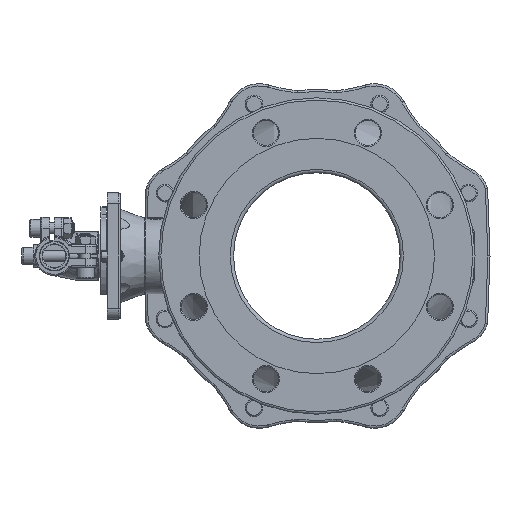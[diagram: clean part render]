
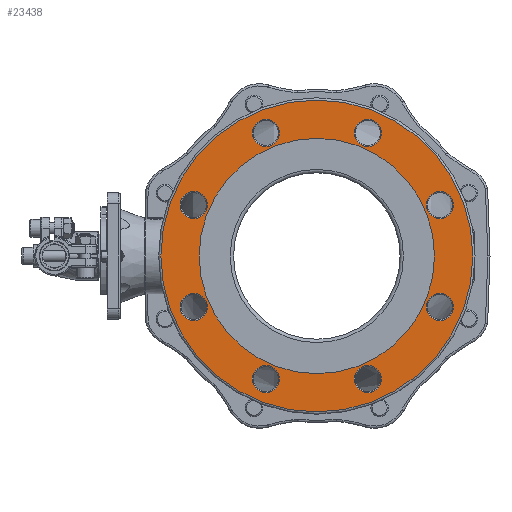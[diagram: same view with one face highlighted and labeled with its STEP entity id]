
A CAD part, left-side view. The second image highlights one B-rep face of the part: STEP entity #23438.
In plain terms, the highlighted planar face has unit normal (-1, 0, 0).
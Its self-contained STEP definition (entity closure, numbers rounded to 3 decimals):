
#699 = VERTEX_POINT ( 'NONE', #27047 ) ;
#1083 = CIRCLE ( 'NONE', #42331, 12.25 ) ;
#2322 = CIRCLE ( 'NONE', #40772, 12.25 ) ;
#2503 = ORIENTED_EDGE ( 'NONE', *, *, #32179, .T. ) ;
#3239 = EDGE_CURVE ( 'NONE', #6981, #6981, #7928, .T. ) ;
#3317 = CARTESIAN_POINT ( 'NONE',  ( 2., -58.172, 110.866 ) ) ;
#3456 = EDGE_CURVE ( 'NONE', #42289, #42289, #53742, .T. ) ;
#3789 = FACE_BOUND ( 'NONE', #52982, .T. ) ;
#4540 = DIRECTION ( 'NONE',  ( 0., -1., 0. ) ) ;
#4620 = DIRECTION ( 'NONE',  ( -1., 0., 0. ) ) ;
#4667 = EDGE_CURVE ( 'NONE', #8671, #8671, #1083, .T. ) ;
#5228 = CIRCLE ( 'NONE', #8917, 12.25 ) ;
#6081 = AXIS2_PLACEMENT_3D ( 'NONE', #7159, #11737, #24645 ) ;
#6601 = DIRECTION ( 'NONE',  ( 1., 0., 0. ) ) ;
#6618 = EDGE_CURVE ( 'NONE', #52267, #52267, #7648, .T. ) ;
#6831 = DIRECTION ( 'NONE',  ( 0., -1., 0. ) ) ;
#6981 = VERTEX_POINT ( 'NONE', #24473 ) ;
#7159 = CARTESIAN_POINT ( 'NONE',  ( 2., 0., 0. ) ) ;
#7408 = AXIS2_PLACEMENT_3D ( 'NONE', #53950, #14939, #15785 ) ;
#7648 = CIRCLE ( 'NONE', #54374, 12.25 ) ;
#7928 = CIRCLE ( 'NONE', #6081, 140.5 ) ;
#8350 = FACE_BOUND ( 'NONE', #56498, .T. ) ;
#8671 = VERTEX_POINT ( 'NONE', #55408 ) ;
#8742 = CARTESIAN_POINT ( 'NONE',  ( 2., -45.922, 110.866 ) ) ;
#8917 = AXIS2_PLACEMENT_3D ( 'NONE', #8742, #39172, #46926 ) ;
#10145 = DIRECTION ( 'NONE',  ( 0., -1., 0. ) ) ;
#11737 = DIRECTION ( 'NONE',  ( 1., 0., 0. ) ) ;
#13081 = CARTESIAN_POINT ( 'NONE',  ( 2., -110.866, 45.922 ) ) ;
#14403 = EDGE_CURVE ( 'NONE', #44535, #44535, #32834, .T. ) ;
#14939 = DIRECTION ( 'NONE',  ( 1., 0., 0. ) ) ;
#15785 = DIRECTION ( 'NONE',  ( 0., -1., 0. ) ) ;
#16402 = ORIENTED_EDGE ( 'NONE', *, *, #44508, .T. ) ;
#16407 = VERTEX_POINT ( 'NONE', #37952 ) ;
#16681 = FACE_OUTER_BOUND ( 'NONE', #19916, .T. ) ;
#17235 = FACE_BOUND ( 'NONE', #38134, .T. ) ;
#17386 = AXIS2_PLACEMENT_3D ( 'NONE', #50424, #20285, #6831 ) ;
#17435 = DIRECTION ( 'NONE',  ( 1., 0., 0. ) ) ;
#17524 = PLANE ( 'NONE',  #38242 ) ;
#17801 = FACE_BOUND ( 'NONE', #37059, .T. ) ;
#19537 = VERTEX_POINT ( 'NONE', #50512 ) ;
#19916 = EDGE_LOOP ( 'NONE', ( #35239 ) ) ;
#20285 = DIRECTION ( 'NONE',  ( 1., 0., 0. ) ) ;
#20540 = EDGE_LOOP ( 'NONE', ( #52638 ) ) ;
#20627 = ORIENTED_EDGE ( 'NONE', *, *, #50719, .T. ) ;
#21406 = DIRECTION ( 'NONE',  ( 0., -1., 0. ) ) ;
#22071 = DIRECTION ( 'NONE',  ( 0., 1., 0. ) ) ;
#22316 = EDGE_CURVE ( 'NONE', #19537, #19537, #36246, .T. ) ;
#22933 = ORIENTED_EDGE ( 'NONE', *, *, #4667, .T. ) ;
#23438 = ADVANCED_FACE ( 'NONE', ( #16681, #3789, #17801, #8350, #43930, #39328, #47923, #43647, #17235, #35035 ), #17524, .T. ) ;
#23744 = CARTESIAN_POINT ( 'NONE',  ( 2., 0., 0. ) ) ;
#24473 = CARTESIAN_POINT ( 'NONE',  ( 2., 140.5, 0. ) ) ;
#24645 = DIRECTION ( 'NONE',  ( 0., 1., 0. ) ) ;
#26124 = AXIS2_PLACEMENT_3D ( 'NONE', #36086, #17435, #4540 ) ;
#27047 = CARTESIAN_POINT ( 'NONE',  ( 2., 33.672, 110.866 ) ) ;
#29409 = CIRCLE ( 'NONE', #7408, 12.25 ) ;
#29904 = AXIS2_PLACEMENT_3D ( 'NONE', #23744, #36693, #54152 ) ;
#32179 = EDGE_CURVE ( 'NONE', #33432, #33432, #5228, .T. ) ;
#32834 = CIRCLE ( 'NONE', #17386, 12.25 ) ;
#33121 = ORIENTED_EDGE ( 'NONE', *, *, #14403, .T. ) ;
#33432 = VERTEX_POINT ( 'NONE', #3317 ) ;
#34915 = DIRECTION ( 'NONE',  ( 1., 0., 0. ) ) ;
#34971 = DIRECTION ( 'NONE',  ( 0., -1., 0. ) ) ;
#35035 = FACE_BOUND ( 'NONE', #37390, .T. ) ;
#35239 = ORIENTED_EDGE ( 'NONE', *, *, #3239, .F. ) ;
#36086 = CARTESIAN_POINT ( 'NONE',  ( 2., 110.866, -45.922 ) ) ;
#36246 = CIRCLE ( 'NONE', #26124, 12.25 ) ;
#36693 = DIRECTION ( 'NONE',  ( 1., 0., 0. ) ) ;
#37059 = EDGE_LOOP ( 'NONE', ( #16402 ) ) ;
#37390 = EDGE_LOOP ( 'NONE', ( #46982 ) ) ;
#37952 = CARTESIAN_POINT ( 'NONE',  ( 2., 98.616, 45.922 ) ) ;
#38134 = EDGE_LOOP ( 'NONE', ( #51835 ) ) ;
#38242 = AXIS2_PLACEMENT_3D ( 'NONE', #51947, #4620, #22071 ) ;
#38380 = ORIENTED_EDGE ( 'NONE', *, *, #56679, .T. ) ;
#39172 = DIRECTION ( 'NONE',  ( 1., 0., 0. ) ) ;
#39328 = FACE_BOUND ( 'NONE', #48359, .T. ) ;
#39502 = CARTESIAN_POINT ( 'NONE',  ( 2., -45.922, -110.866 ) ) ;
#40004 = CARTESIAN_POINT ( 'NONE',  ( 2., 110.866, 45.922 ) ) ;
#40772 = AXIS2_PLACEMENT_3D ( 'NONE', #40004, #44603, #10145 ) ;
#41634 = DIRECTION ( 'NONE',  ( 0., -1., 0. ) ) ;
#42009 = CARTESIAN_POINT ( 'NONE',  ( 2., 106., 0. ) ) ;
#42289 = VERTEX_POINT ( 'NONE', #42009 ) ;
#42331 = AXIS2_PLACEMENT_3D ( 'NONE', #39502, #34915, #21406 ) ;
#43647 = FACE_BOUND ( 'NONE', #53720, .T. ) ;
#43930 = FACE_BOUND ( 'NONE', #20540, .T. ) ;
#44508 = EDGE_CURVE ( 'NONE', #699, #699, #54413, .T. ) ;
#44535 = VERTEX_POINT ( 'NONE', #53118 ) ;
#44603 = DIRECTION ( 'NONE',  ( 1., 0., 0. ) ) ;
#45149 = CARTESIAN_POINT ( 'NONE',  ( 2., 33.672, -110.866 ) ) ;
#45264 = EDGE_LOOP ( 'NONE', ( #22933 ) ) ;
#46849 = CARTESIAN_POINT ( 'NONE',  ( 2., -123.116, 45.922 ) ) ;
#46926 = DIRECTION ( 'NONE',  ( 0., -1., 0. ) ) ;
#46982 = ORIENTED_EDGE ( 'NONE', *, *, #3456, .T. ) ;
#47860 = CARTESIAN_POINT ( 'NONE',  ( 2., 45.922, 110.866 ) ) ;
#47923 = FACE_BOUND ( 'NONE', #45264, .T. ) ;
#48153 = DIRECTION ( 'NONE',  ( 1., 0., 0. ) ) ;
#48359 = EDGE_LOOP ( 'NONE', ( #33121 ) ) ;
#48929 = AXIS2_PLACEMENT_3D ( 'NONE', #47860, #48153, #34971 ) ;
#49421 = VERTEX_POINT ( 'NONE', #45149 ) ;
#50424 = CARTESIAN_POINT ( 'NONE',  ( 2., -110.866, -45.922 ) ) ;
#50512 = CARTESIAN_POINT ( 'NONE',  ( 2., 98.616, -45.922 ) ) ;
#50719 = EDGE_CURVE ( 'NONE', #49421, #49421, #29409, .T. ) ;
#51835 = ORIENTED_EDGE ( 'NONE', *, *, #22316, .T. ) ;
#51947 = CARTESIAN_POINT ( 'NONE',  ( 2., 123.25, 0. ) ) ;
#52267 = VERTEX_POINT ( 'NONE', #46849 ) ;
#52638 = ORIENTED_EDGE ( 'NONE', *, *, #6618, .T. ) ;
#52982 = EDGE_LOOP ( 'NONE', ( #2503 ) ) ;
#53118 = CARTESIAN_POINT ( 'NONE',  ( 2., -123.116, -45.922 ) ) ;
#53720 = EDGE_LOOP ( 'NONE', ( #20627 ) ) ;
#53742 = CIRCLE ( 'NONE', #29904, 106. ) ;
#53950 = CARTESIAN_POINT ( 'NONE',  ( 2., 45.922, -110.866 ) ) ;
#54152 = DIRECTION ( 'NONE',  ( 0., 1., 0. ) ) ;
#54374 = AXIS2_PLACEMENT_3D ( 'NONE', #13081, #6601, #41634 ) ;
#54413 = CIRCLE ( 'NONE', #48929, 12.25 ) ;
#55408 = CARTESIAN_POINT ( 'NONE',  ( 2., -58.172, -110.866 ) ) ;
#56498 = EDGE_LOOP ( 'NONE', ( #38380 ) ) ;
#56679 = EDGE_CURVE ( 'NONE', #16407, #16407, #2322, .T. ) ;
